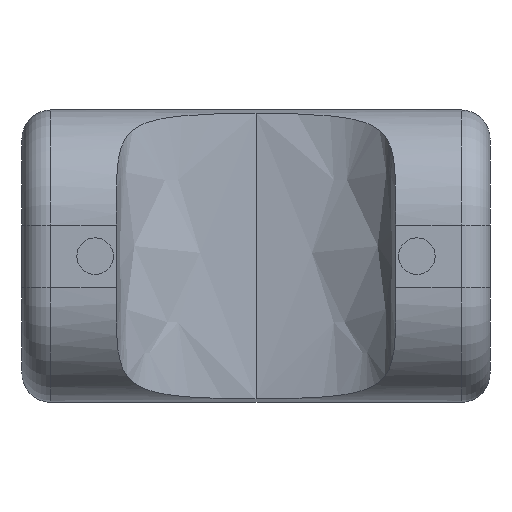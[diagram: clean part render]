
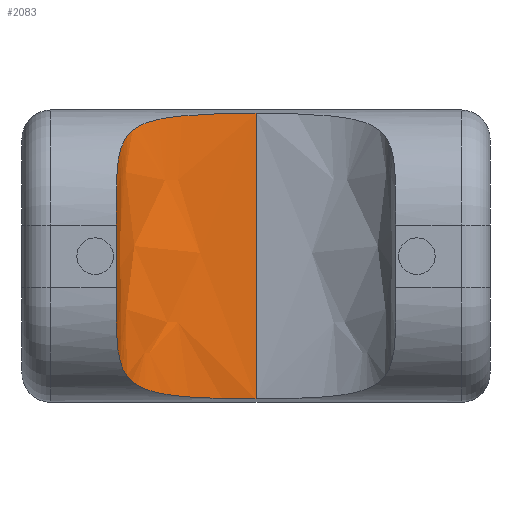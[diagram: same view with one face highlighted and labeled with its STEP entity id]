
A CAD part, front view. The second image highlights one B-rep face of the part: STEP entity #2083.
In plain terms, the highlighted free-form (B-spline) face has degree [3, 1] with [4, 2] control points.
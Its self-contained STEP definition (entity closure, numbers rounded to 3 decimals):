
#48 = VERTEX_POINT ( 'NONE', #4150 ) ;
#54 = CARTESIAN_POINT ( 'NONE',  ( 2.316, 1.186, 4.909 ) ) ;
#112 = ORIENTED_EDGE ( 'NONE', *, *, #505, .T. ) ;
#143 = CARTESIAN_POINT ( 'NONE',  ( 1.638, 0., 1.818 ) ) ;
#168 = CARTESIAN_POINT ( 'NONE',  ( 1.704, 0.489, 0.678 ) ) ;
#189 = CARTESIAN_POINT ( 'NONE',  ( 3.165, 1.453, 0.076 ) ) ;
#243 = CARTESIAN_POINT ( 'NONE',  ( 1.638, 0., 0. ) ) ;
#250 = CARTESIAN_POINT ( 'NONE',  ( 4.065, 1.52, 5.051 ) ) ;
#375 = CARTESIAN_POINT ( 'NONE',  ( 1.677, 0.378, 4.263 ) ) ;
#395 = CARTESIAN_POINT ( 'NONE',  ( 1.638, 0., 3.08 ) ) ;
#505 = EDGE_CURVE ( 'NONE', #3513, #2155, #3693, .T. ) ;
#554 = CARTESIAN_POINT ( 'NONE',  ( 4.065, 1.52, 5.022 ) ) ;
#564 = LINE ( 'NONE', #243, #1775 ) ;
#632 = ORIENTED_EDGE ( 'NONE', *, *, #807, .T. ) ;
#655 = CARTESIAN_POINT ( 'NONE',  ( 1.641, 0.121, 3.789 ) ) ;
#711 = CARTESIAN_POINT ( 'NONE',  ( 1.638, 0., 3.261 ) ) ;
#755 = CARTESIAN_POINT ( 'NONE',  ( 1.791, 0.674, 0.501 ) ) ;
#807 = EDGE_CURVE ( 'NONE', #2155, #2887, #1479, .T. ) ;
#821 = CARTESIAN_POINT ( 'NONE',  ( 1.641, 0.12, 1.295 ) ) ;
#848 = CARTESIAN_POINT ( 'NONE',  ( 2.316, 1.18, 0.175 ) ) ;
#850 = CARTESIAN_POINT ( 'NONE',  ( 1.638, 0., 5.051 ) ) ;
#1013 = CARTESIAN_POINT ( 'NONE',  ( 2.644, 1.328, 4.965 ) ) ;
#1091 = DIRECTION ( 'NONE',  ( 0., 0., 1. ) ) ;
#1163 = CARTESIAN_POINT ( 'NONE',  ( 1.638, 0.859, 0.029 ) ) ;
#1171 = VECTOR ( 'NONE', #1091, 1000. ) ;
#1196 = B_SPLINE_CURVE_WITH_KNOTS ( 'NONE', 3,
 ( #3655, #1968, #2350, #2991, #1013, #54, #3979, #2619, #3318, #1673, #1716, #3338, #375, #2289, #655, #1631, #711, #395 ),
 .UNSPECIFIED., .F., .F.,
 ( 4, 2, 2, 2, 2, 2, 2, 2, 4 ),
 ( 0., 0.001, 0.002, 0.002, 0.002, 0.003, 0.003, 0.004, 0.004 ),
 .UNSPECIFIED. ) ;
#1206 = FACE_OUTER_BOUND ( 'NONE', #2345, .T. ) ;
#1479 = LINE ( 'NONE', #3455, #1171 ) ;
#1506 = CARTESIAN_POINT ( 'NONE',  ( 3.884, 1.518, 0.059 ) ) ;
#1508 = CARTESIAN_POINT ( 'NONE',  ( 4.065, 1.52, 0.058 ) ) ;
#1549 = CARTESIAN_POINT ( 'NONE',  ( 2.201, 1.499, 5.051 ) ) ;
#1631 = CARTESIAN_POINT ( 'NONE',  ( 1.637, 0.025, 3.443 ) ) ;
#1673 = CARTESIAN_POINT ( 'NONE',  ( 1.829, 0.741, 4.636 ) ) ;
#1716 = CARTESIAN_POINT ( 'NONE',  ( 1.792, 0.676, 4.582 ) ) ;
#1775 = VECTOR ( 'NONE', #2835, 1000. ) ;
#1782 = CARTESIAN_POINT ( 'NONE',  ( 1.638, 0., 2. ) ) ;
#1846 = CARTESIAN_POINT ( 'NONE',  ( 1.638, 0., 0.029 ) ) ;
#1968 = CARTESIAN_POINT ( 'NONE',  ( 3.704, 1.516, 5.021 ) ) ;
#2049 = CARTESIAN_POINT ( 'NONE',  ( 2.814, 1.377, 0.099 ) ) ;
#2083 = ADVANCED_FACE ( 'NONE', ( #1206 ), #2613, .F. ) ;
#2132 = CARTESIAN_POINT ( 'NONE',  ( 1.973, 0.923, 0.313 ) ) ;
#2155 = VERTEX_POINT ( 'NONE', #1508 ) ;
#2158 = CARTESIAN_POINT ( 'NONE',  ( 1.638, 0.859, 5.051 ) ) ;
#2289 = CARTESIAN_POINT ( 'NONE',  ( 1.645, 0.194, 3.957 ) ) ;
#2345 = EDGE_LOOP ( 'NONE', ( #112, #632, #4093, #2586 ) ) ;
#2350 = CARTESIAN_POINT ( 'NONE',  ( 3.346, 1.491, 5.016 ) ) ;
#2463 = EDGE_CURVE ( 'NONE', #3513, #48, #564, .T. ) ;
#2468 = CARTESIAN_POINT ( 'NONE',  ( 1.676, 0.375, 0.821 ) ) ;
#2586 = ORIENTED_EDGE ( 'NONE', *, *, #2463, .F. ) ;
#2613 = B_SPLINE_SURFACE_WITH_KNOTS ( 'NONE', 3, 1, ( 
 ( #3185, #250 ),
 ( #3860, #1549 ),
 ( #1163, #2158 ),
 ( #1846, #850 ) ),
 .UNSPECIFIED., .F., .F., .F.,
 ( 4, 4 ),
 ( 2, 2 ),
 ( 0., 1. ),
 ( 0., 1. ),
 .UNSPECIFIED. ) ;
#2619 = CARTESIAN_POINT ( 'NONE',  ( 1.975, 0.925, 4.768 ) ) ;
#2753 = CARTESIAN_POINT ( 'NONE',  ( 1.637, 0.024, 1.641 ) ) ;
#2794 = CARTESIAN_POINT ( 'NONE',  ( 1.828, 0.738, 0.447 ) ) ;
#2819 = CARTESIAN_POINT ( 'NONE',  ( 1.919, 0.863, 0.353 ) ) ;
#2835 = DIRECTION ( 'NONE',  ( 0., 0., 1. ) ) ;
#2887 = VERTEX_POINT ( 'NONE', #554 ) ;
#2991 = CARTESIAN_POINT ( 'NONE',  ( 2.817, 1.378, 4.981 ) ) ;
#3101 = CARTESIAN_POINT ( 'NONE',  ( 3.345, 1.477, 0.069 ) ) ;
#3185 = CARTESIAN_POINT ( 'NONE',  ( 4.065, 1.52, 0.029 ) ) ;
#3318 = CARTESIAN_POINT ( 'NONE',  ( 1.921, 0.865, 4.729 ) ) ;
#3338 = CARTESIAN_POINT ( 'NONE',  ( 1.705, 0.492, 4.405 ) ) ;
#3419 = CARTESIAN_POINT ( 'NONE',  ( 2.168, 1.088, 0.219 ) ) ;
#3455 = CARTESIAN_POINT ( 'NONE',  ( 4.065, 1.52, 0. ) ) ;
#3513 = VERTEX_POINT ( 'NONE', #4110 ) ;
#3655 = CARTESIAN_POINT ( 'NONE',  ( 4.065, 1.52, 5.022 ) ) ;
#3693 = B_SPLINE_CURVE_WITH_KNOTS ( 'NONE', 3,
 ( #1782, #143, #2753, #821, #3750, #2468, #168, #755, #2794, #2819, #2132, #4053, #3419, #848, #3702, #3726, #2049, #189, #3101, #3771, #1506, #3799 ),
 .UNSPECIFIED., .F., .F.,
 ( 4, 2, 2, 2, 2, 2, 2, 2, 2, 2, 4 ),
 ( 0., 0.001, 0.001, 0.002, 0.002, 0.002, 0.002, 0.003, 0.003, 0.004, 0.004 ),
 .UNSPECIFIED. ) ;
#3702 = CARTESIAN_POINT ( 'NONE',  ( 2.395, 1.22, 0.158 ) ) ;
#3726 = CARTESIAN_POINT ( 'NONE',  ( 2.642, 1.327, 0.115 ) ) ;
#3750 = CARTESIAN_POINT ( 'NONE',  ( 1.645, 0.192, 1.127 ) ) ;
#3755 = EDGE_CURVE ( 'NONE', #2887, #48, #1196, .T. ) ;
#3771 = CARTESIAN_POINT ( 'NONE',  ( 3.704, 1.51, 0.061 ) ) ;
#3799 = CARTESIAN_POINT ( 'NONE',  ( 4.065, 1.52, 0.058 ) ) ;
#3860 = CARTESIAN_POINT ( 'NONE',  ( 2.201, 1.499, 0.029 ) ) ;
#3979 = CARTESIAN_POINT ( 'NONE',  ( 2.163, 1.095, 4.868 ) ) ;
#4053 = CARTESIAN_POINT ( 'NONE',  ( 2.097, 1.036, 0.246 ) ) ;
#4093 = ORIENTED_EDGE ( 'NONE', *, *, #3755, .T. ) ;
#4110 = CARTESIAN_POINT ( 'NONE',  ( 1.638, 0., 2. ) ) ;
#4150 = CARTESIAN_POINT ( 'NONE',  ( 1.638, 0., 3.08 ) ) ;
